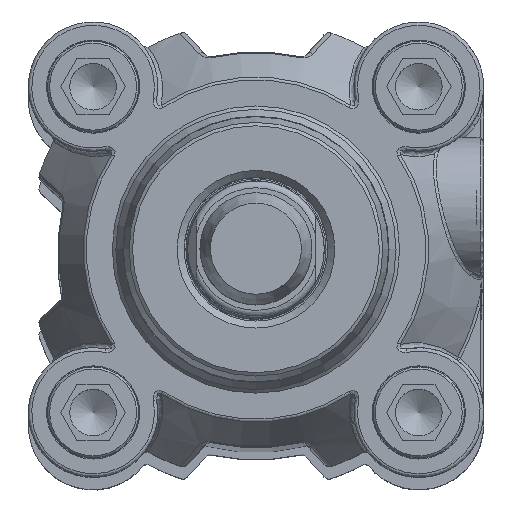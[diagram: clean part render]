
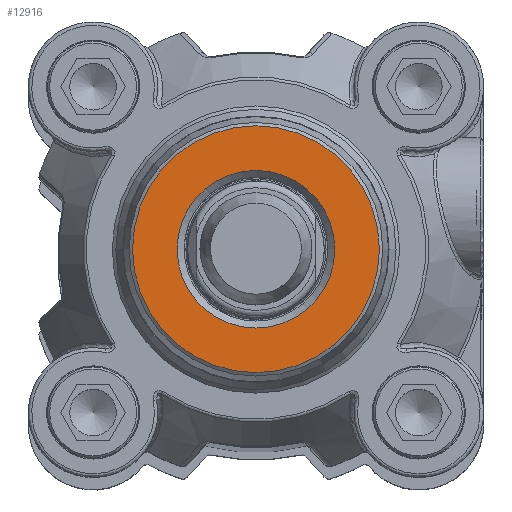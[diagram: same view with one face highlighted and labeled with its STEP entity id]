
A CAD part, top view. The second image highlights one B-rep face of the part: STEP entity #12916.
In plain terms, the highlighted planar face has unit normal (0, 0, 1).
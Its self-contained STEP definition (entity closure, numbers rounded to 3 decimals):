
#12865=CARTESIAN_POINT('',(11.25,0.,553.5));
#12866=VERTEX_POINT('',#12865);
#12867=CARTESIAN_POINT('',(0.0,0.0,553.5));
#12868=DIRECTION('',(0.0,0.0,1.0));
#12869=DIRECTION('',(-1.0,0.0,0.0));
#12870=AXIS2_PLACEMENT_3D('',#12867,#12868,#12869);
#12871=CIRCLE('',#12870,11.25);
#12872=EDGE_CURVE('',#12866,#12866,#12871,.T.);
#12897=CARTESIAN_POINT('',(8.808,0.0,553.5));
#12898=DIRECTION('',(0.0,0.0,1.0));
#12899=DIRECTION('',(1.0,0.0,0.0));
#12900=AXIS2_PLACEMENT_3D('',#12897,#12898,#12899);
#12901=PLANE('',#12900);
#12902=CARTESIAN_POINT('',(17.616,0.0,553.5));
#12903=VERTEX_POINT('',#12902);
#12904=CARTESIAN_POINT('',(0.0,0.0,553.5));
#12905=DIRECTION('',(0.0,0.0,1.0));
#12906=DIRECTION('',(1.0,0.0,0.0));
#12907=AXIS2_PLACEMENT_3D('',#12904,#12905,#12906);
#12908=CIRCLE('',#12907,17.616);
#12909=EDGE_CURVE('',#12903,#12903,#12908,.T.);
#12910=ORIENTED_EDGE('',*,*,#12909,.T.);
#12911=EDGE_LOOP('',(#12910));
#12912=FACE_OUTER_BOUND('',#12911,.T.);
#12913=ORIENTED_EDGE('',*,*,#12872,.F.);
#12914=EDGE_LOOP('',(#12913));
#12915=FACE_BOUND('',#12914,.T.);
#12916=ADVANCED_FACE('',(#12912,#12915),#12901,.T.);
